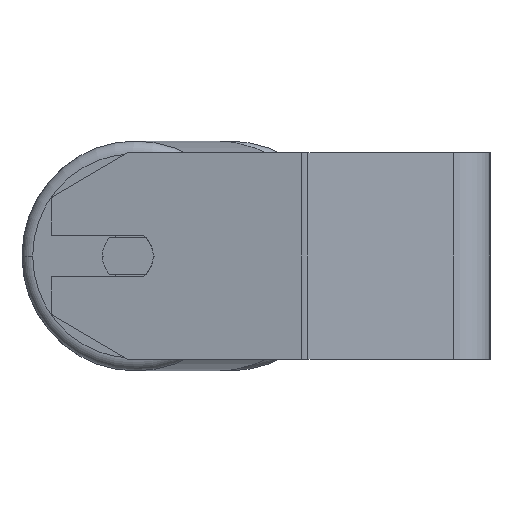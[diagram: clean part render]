
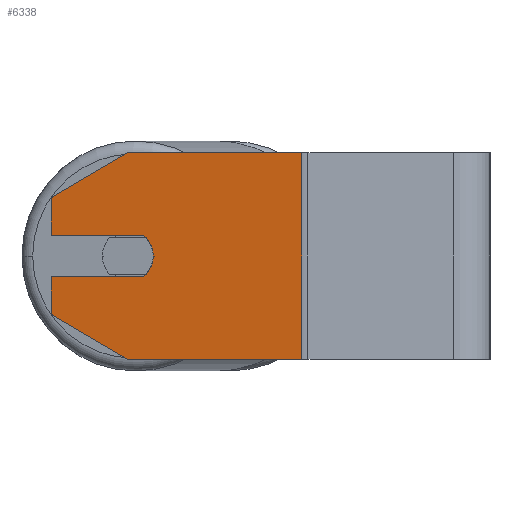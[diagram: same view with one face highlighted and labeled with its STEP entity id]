
A CAD part, left-side view. The second image highlights one B-rep face of the part: STEP entity #6338.
In plain terms, the highlighted planar face has unit normal (-0.985, 0.174, 0).
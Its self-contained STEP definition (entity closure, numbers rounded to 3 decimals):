
#37 = ORIENTED_EDGE ( 'NONE', *, *, #3827, .T. ) ;
#160 = EDGE_CURVE ( 'NONE', #1367, #1581, #8277, .T. ) ;
#259 = CARTESIAN_POINT ( 'NONE',  ( -322.704, 169.781, 40. ) ) ;
#290 = CARTESIAN_POINT ( 'NONE',  ( -322.704, 169.781, -8. ) ) ;
#300 = LINE ( 'NONE', #259, #6002 ) ;
#353 = CARTESIAN_POINT ( 'NONE',  ( -339.787, 72.895, 40. ) ) ;
#428 = EDGE_CURVE ( 'NONE', #1832, #485, #6099, .T. ) ;
#485 = VERTEX_POINT ( 'NONE', #4216 ) ;
#528 = VECTOR ( 'NONE', #6491, 1000. ) ;
#575 = ORIENTED_EDGE ( 'NONE', *, *, #7711, .F. ) ;
#593 = DIRECTION ( 'NONE',  ( -0.985, 0.174, 0. ) ) ;
#618 = ORIENTED_EDGE ( 'NONE', *, *, #428, .T. ) ;
#657 = LINE ( 'NONE', #7054, #748 ) ;
#662 = CARTESIAN_POINT ( 'NONE',  ( -322.704, 169.781, 40. ) ) ;
#748 = VECTOR ( 'NONE', #3251, 1000. ) ;
#872 = EDGE_CURVE ( 'NONE', #2740, #1832, #657, .T. ) ;
#1040 = CARTESIAN_POINT ( 'NONE',  ( -339.787, 72.895, 40. ) ) ;
#1062 = CARTESIAN_POINT ( 'NONE',  ( -329.65, 130.389, 0. ) ) ;
#1073 = DIRECTION ( 'NONE',  ( -0.174, -0.985, 0. ) ) ;
#1111 = FACE_OUTER_BOUND ( 'NONE', #5354, .T. ) ;
#1367 = VERTEX_POINT ( 'NONE', #5240 ) ;
#1509 = AXIS2_PLACEMENT_3D ( 'NONE', #2436, #4427, #3918 ) ;
#1581 = VERTEX_POINT ( 'NONE', #1638 ) ;
#1628 = VECTOR ( 'NONE', #3608, 1000. ) ;
#1629 = CARTESIAN_POINT ( 'NONE',  ( -328.955, 134.328, -8. ) ) ;
#1638 = CARTESIAN_POINT ( 'NONE',  ( -339.787, 72.895, -40. ) ) ;
#1710 = ORIENTED_EDGE ( 'NONE', *, *, #8034, .F. ) ;
#1788 = CARTESIAN_POINT ( 'NONE',  ( -322.704, 169.781, 40. ) ) ;
#1832 = VERTEX_POINT ( 'NONE', #7962 ) ;
#1918 = VECTOR ( 'NONE', #6937, 1000. ) ;
#2039 = DIRECTION ( 'NONE',  ( 0.174, 0.985, 0. ) ) ;
#2133 = VERTEX_POINT ( 'NONE', #1062 ) ;
#2217 = ORIENTED_EDGE ( 'NONE', *, *, #2287, .F. ) ;
#2287 = EDGE_CURVE ( 'NONE', #4345, #1581, #6156, .T. ) ;
#2356 = ORIENTED_EDGE ( 'NONE', *, *, #160, .T. ) ;
#2436 = CARTESIAN_POINT ( 'NONE',  ( -327.913, 140.237, 0. ) ) ;
#2522 = LINE ( 'NONE', #5892, #528 ) ;
#2597 = ORIENTED_EDGE ( 'NONE', *, *, #872, .T. ) ;
#2627 = ORIENTED_EDGE ( 'NONE', *, *, #3206, .F. ) ;
#2684 = AXIS2_PLACEMENT_3D ( 'NONE', #5658, #593, #1073 ) ;
#2730 = ORIENTED_EDGE ( 'NONE', *, *, #7288, .T. ) ;
#2740 = VERTEX_POINT ( 'NONE', #4386 ) ;
#2754 = LINE ( 'NONE', #7953, #7055 ) ;
#3206 = EDGE_CURVE ( 'NONE', #2133, #4676, #7988, .T. ) ;
#3251 = DIRECTION ( 'NONE',  ( 0.15, 0.853, -0.5 ) ) ;
#3425 = VERTEX_POINT ( 'NONE', #290 ) ;
#3436 = CARTESIAN_POINT ( 'NONE',  ( -328.955, 134.328, -8. ) ) ;
#3608 = DIRECTION ( 'NONE',  ( -0.174, -0.985, 0. ) ) ;
#3645 = VERTEX_POINT ( 'NONE', #5306 ) ;
#3827 = EDGE_CURVE ( 'NONE', #3645, #1367, #2754, .T. ) ;
#3918 = DIRECTION ( 'NONE',  ( -0.174, -0.985, 0. ) ) ;
#4216 = CARTESIAN_POINT ( 'NONE',  ( -322.704, 169.781, 8. ) ) ;
#4345 = VERTEX_POINT ( 'NONE', #353 ) ;
#4386 = CARTESIAN_POINT ( 'NONE',  ( -327.913, 140.237, 40. ) ) ;
#4402 = CARTESIAN_POINT ( 'NONE',  ( -322.704, 169.781, 40. ) ) ;
#4427 = DIRECTION ( 'NONE',  ( -0.985, 0.174, 0. ) ) ;
#4454 = CARTESIAN_POINT ( 'NONE',  ( -328.955, 134.328, 8. ) ) ;
#4456 = EDGE_CURVE ( 'NONE', #4676, #485, #2522, .T. ) ;
#4543 = EDGE_CURVE ( 'NONE', #3425, #8240, #7898, .T. ) ;
#4676 = VERTEX_POINT ( 'NONE', #4454 ) ;
#4879 = AXIS2_PLACEMENT_3D ( 'NONE', #662, #6554, #2039 ) ;
#4958 = LINE ( 'NONE', #4402, #1918 ) ;
#5240 = CARTESIAN_POINT ( 'NONE',  ( -327.913, 140.237, -40. ) ) ;
#5248 = VECTOR ( 'NONE', #8158, 1000. ) ;
#5306 = CARTESIAN_POINT ( 'NONE',  ( -322.704, 169.781, -22.679 ) ) ;
#5354 = EDGE_LOOP ( 'NONE', ( #575, #7902, #2730, #37, #2356, #2217, #1710, #2597, #618, #5739, #2627 ) ) ;
#5485 = DIRECTION ( 'NONE',  ( -0.174, -0.985, 0. ) ) ;
#5658 = CARTESIAN_POINT ( 'NONE',  ( -327.913, 140.237, 0. ) ) ;
#5739 = ORIENTED_EDGE ( 'NONE', *, *, #4456, .F. ) ;
#5892 = CARTESIAN_POINT ( 'NONE',  ( -328.955, 134.328, 8. ) ) ;
#5945 = PLANE ( 'NONE',  #4879 ) ;
#6002 = VECTOR ( 'NONE', #5485, 1000. ) ;
#6099 = LINE ( 'NONE', #1788, #8090 ) ;
#6121 = DIRECTION ( 'NONE',  ( -0.15, -0.853, -0.5 ) ) ;
#6156 = LINE ( 'NONE', #1040, #5248 ) ;
#6276 = CARTESIAN_POINT ( 'NONE',  ( -322.704, 169.781, -40. ) ) ;
#6338 = ADVANCED_FACE ( 'NONE', ( #1111 ), #5945, .F. ) ;
#6491 = DIRECTION ( 'NONE',  ( 0.174, 0.985, 0. ) ) ;
#6554 = DIRECTION ( 'NONE',  ( 0.985, -0.174, 0. ) ) ;
#6937 = DIRECTION ( 'NONE',  ( 0., 0., -1. ) ) ;
#7054 = CARTESIAN_POINT ( 'NONE',  ( -322.704, 169.781, 22.679 ) ) ;
#7055 = VECTOR ( 'NONE', #6121, 1000. ) ;
#7085 = CIRCLE ( 'NONE', #1509, 10. ) ;
#7288 = EDGE_CURVE ( 'NONE', #3425, #3645, #4958, .T. ) ;
#7379 = DIRECTION ( 'NONE',  ( 0., 0., -1. ) ) ;
#7711 = EDGE_CURVE ( 'NONE', #8240, #2133, #7085, .T. ) ;
#7898 = LINE ( 'NONE', #1629, #1628 ) ;
#7902 = ORIENTED_EDGE ( 'NONE', *, *, #4543, .F. ) ;
#7946 = VECTOR ( 'NONE', #8352, 1000. ) ;
#7953 = CARTESIAN_POINT ( 'NONE',  ( -327.913, 140.237, -40. ) ) ;
#7962 = CARTESIAN_POINT ( 'NONE',  ( -322.704, 169.781, 22.679 ) ) ;
#7988 = CIRCLE ( 'NONE', #2684, 10. ) ;
#8034 = EDGE_CURVE ( 'NONE', #2740, #4345, #300, .T. ) ;
#8090 = VECTOR ( 'NONE', #7379, 1000. ) ;
#8158 = DIRECTION ( 'NONE',  ( 0., 0., -1. ) ) ;
#8240 = VERTEX_POINT ( 'NONE', #3436 ) ;
#8277 = LINE ( 'NONE', #6276, #7946 ) ;
#8352 = DIRECTION ( 'NONE',  ( -0.174, -0.985, 0. ) ) ;
